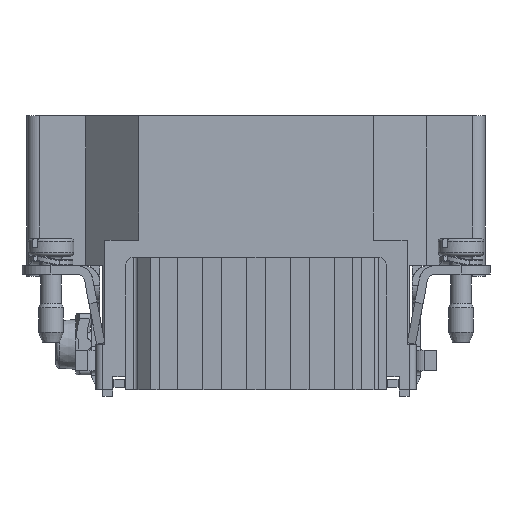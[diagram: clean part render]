
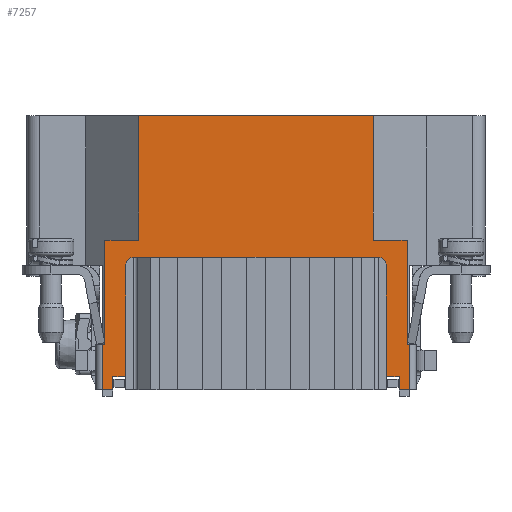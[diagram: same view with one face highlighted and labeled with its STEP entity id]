
A CAD part, front view. The second image highlights one B-rep face of the part: STEP entity #7257.
In plain terms, the highlighted planar face has unit normal (0, -1, 0).
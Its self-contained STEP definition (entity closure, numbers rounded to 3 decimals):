
#6322=CIRCLE('',#24355,1.);
#6323=CIRCLE('',#24356,1.);
#7257=ADVANCED_FACE('',(#8783),#8212,.T.);
#8212=PLANE('',#24357);
#8783=FACE_OUTER_BOUND('',#9628,.T.);
#9628=EDGE_LOOP('',(#11027,#11028,#11029,#11030,#11031,#11032,#11033,#11034,
#11035,#11036,#11037,#11038,#11039,#11040,#11041,#11042,#11043,#11044,#11045,
#11046,#11047,#11048));
#11027=ORIENTED_EDGE('',*,*,#17662,.T.);
#11028=ORIENTED_EDGE('',*,*,#17663,.T.);
#11029=ORIENTED_EDGE('',*,*,#17664,.T.);
#11030=ORIENTED_EDGE('',*,*,#17665,.F.);
#11031=ORIENTED_EDGE('',*,*,#17666,.T.);
#11032=ORIENTED_EDGE('',*,*,#17667,.F.);
#11033=ORIENTED_EDGE('',*,*,#17668,.T.);
#11034=ORIENTED_EDGE('',*,*,#17669,.T.);
#11035=ORIENTED_EDGE('',*,*,#17670,.T.);
#11036=ORIENTED_EDGE('',*,*,#17671,.T.);
#11037=ORIENTED_EDGE('',*,*,#17672,.F.);
#11038=ORIENTED_EDGE('',*,*,#17673,.T.);
#11039=ORIENTED_EDGE('',*,*,#17674,.T.);
#11040=ORIENTED_EDGE('',*,*,#17675,.T.);
#11041=ORIENTED_EDGE('',*,*,#17676,.F.);
#11042=ORIENTED_EDGE('',*,*,#17677,.T.);
#11043=ORIENTED_EDGE('',*,*,#17678,.F.);
#11044=ORIENTED_EDGE('',*,*,#17679,.T.);
#11045=ORIENTED_EDGE('',*,*,#17680,.F.);
#11046=ORIENTED_EDGE('',*,*,#17681,.F.);
#11047=ORIENTED_EDGE('',*,*,#17682,.F.);
#11048=ORIENTED_EDGE('',*,*,#17683,.F.);
#15983=VERTEX_POINT('',#31607);
#15984=VERTEX_POINT('',#31608);
#15985=VERTEX_POINT('',#31610);
#15986=VERTEX_POINT('',#31612);
#15987=VERTEX_POINT('',#31614);
#15988=VERTEX_POINT('',#31616);
#15989=VERTEX_POINT('',#31618);
#15990=VERTEX_POINT('',#31620);
#15991=VERTEX_POINT('',#31622);
#15992=VERTEX_POINT('',#31624);
#15993=VERTEX_POINT('',#31626);
#15994=VERTEX_POINT('',#31628);
#15995=VERTEX_POINT('',#31630);
#15996=VERTEX_POINT('',#31632);
#15997=VERTEX_POINT('',#31634);
#15998=VERTEX_POINT('',#31636);
#15999=VERTEX_POINT('',#31638);
#16000=VERTEX_POINT('',#31640);
#16001=VERTEX_POINT('',#31642);
#16002=VERTEX_POINT('',#31644);
#16003=VERTEX_POINT('',#31646);
#16004=VERTEX_POINT('',#31648);
#17662=EDGE_CURVE('',#15983,#15984,#20070,.T.);
#17663=EDGE_CURVE('',#15984,#15985,#20071,.T.);
#17664=EDGE_CURVE('',#15985,#15986,#20072,.T.);
#17665=EDGE_CURVE('',#15987,#15986,#20073,.T.);
#17666=EDGE_CURVE('',#15987,#15988,#20074,.T.);
#17667=EDGE_CURVE('',#15989,#15988,#20075,.T.);
#17668=EDGE_CURVE('',#15989,#15990,#6322,.T.);
#17669=EDGE_CURVE('',#15990,#15991,#20076,.T.);
#17670=EDGE_CURVE('',#15991,#15992,#6323,.T.);
#17671=EDGE_CURVE('',#15992,#15993,#20077,.T.);
#17672=EDGE_CURVE('',#15994,#15993,#20078,.T.);
#17673=EDGE_CURVE('',#15994,#15995,#20079,.T.);
#17674=EDGE_CURVE('',#15995,#15996,#20080,.T.);
#17675=EDGE_CURVE('',#15996,#15997,#20081,.T.);
#17676=EDGE_CURVE('',#15998,#15997,#20082,.T.);
#17677=EDGE_CURVE('',#15998,#15999,#20083,.T.);
#17678=EDGE_CURVE('',#16000,#15999,#20084,.T.);
#17679=EDGE_CURVE('',#16000,#16001,#20085,.T.);
#17680=EDGE_CURVE('',#16002,#16001,#20086,.T.);
#17681=EDGE_CURVE('',#16003,#16002,#20087,.T.);
#17682=EDGE_CURVE('',#16004,#16003,#20088,.T.);
#17683=EDGE_CURVE('',#15983,#16004,#20089,.T.);
#20070=LINE('',#31606,#21599);
#20071=LINE('',#31609,#21600);
#20072=LINE('',#31611,#21601);
#20073=LINE('',#31613,#21602);
#20074=LINE('',#31615,#21603);
#20075=LINE('',#31617,#21604);
#20076=LINE('',#31621,#21605);
#20077=LINE('',#31625,#21606);
#20078=LINE('',#31627,#21607);
#20079=LINE('',#31629,#21608);
#20080=LINE('',#31631,#21609);
#20081=LINE('',#31633,#21610);
#20082=LINE('',#31635,#21611);
#20083=LINE('',#31637,#21612);
#20084=LINE('',#31639,#21613);
#20085=LINE('',#31641,#21614);
#20086=LINE('',#31643,#21615);
#20087=LINE('',#31645,#21616);
#20088=LINE('',#31647,#21617);
#20089=LINE('',#31649,#21618);
#21599=VECTOR('',#26141,1.);
#21600=VECTOR('',#26142,1.);
#21601=VECTOR('',#26143,1.);
#21602=VECTOR('',#26144,1.);
#21603=VECTOR('',#26145,1.);
#21604=VECTOR('',#26146,1.);
#21605=VECTOR('',#26149,1.);
#21606=VECTOR('',#26152,1.);
#21607=VECTOR('',#26153,1.);
#21608=VECTOR('',#26154,1.);
#21609=VECTOR('',#26155,1.);
#21610=VECTOR('',#26156,1.);
#21611=VECTOR('',#26157,1.);
#21612=VECTOR('',#26158,1.);
#21613=VECTOR('',#26159,1.);
#21614=VECTOR('',#26160,1.);
#21615=VECTOR('',#26161,1.);
#21616=VECTOR('',#26162,1.);
#21617=VECTOR('',#26163,1.);
#21618=VECTOR('',#26164,1.);
#24355=AXIS2_PLACEMENT_3D('',#31619,#26147,#26148);
#24356=AXIS2_PLACEMENT_3D('',#31623,#26150,#26151);
#24357=AXIS2_PLACEMENT_3D('',#31650,#26165,#26166);
#26141=DIRECTION('',(-1.,0.,0.));
#26142=DIRECTION('',(0.,0.,-1.));
#26143=DIRECTION('',(1.,0.,0.));
#26144=DIRECTION('',(0.,0.,-1.));
#26145=DIRECTION('',(1.,0.,0.));
#26146=DIRECTION('',(0.,0.,-1.));
#26147=DIRECTION('',(0.,1.,0.));
#26148=DIRECTION('',(1.,0.,0.));
#26149=DIRECTION('',(1.,0.,0.));
#26150=DIRECTION('',(0.,1.,0.));
#26151=DIRECTION('',(1.,0.,0.));
#26152=DIRECTION('',(0.,0.,-1.));
#26153=DIRECTION('',(-1.,0.,0.));
#26154=DIRECTION('',(0.,0.,-1.));
#26155=DIRECTION('',(1.,0.,0.));
#26156=DIRECTION('',(0.,0.,1.));
#26157=DIRECTION('',(1.,0.,0.));
#26158=DIRECTION('',(0.,0.,1.));
#26159=DIRECTION('',(1.,0.,0.));
#26160=DIRECTION('',(0.,0.,1.));
#26161=DIRECTION('',(1.,0.,0.));
#26162=DIRECTION('',(0.,0.,1.));
#26163=DIRECTION('',(1.,0.,0.));
#26164=DIRECTION('',(0.,0.,1.));
#26165=DIRECTION('',(0.,-1.,0.));
#26166=DIRECTION('',(1.,0.,0.));
#31606=CARTESIAN_POINT('',(-18.25,-11.35,-8.55));
#31607=CARTESIAN_POINT('',(-18.25,-11.35,-8.55));
#31608=CARTESIAN_POINT('',(-18.55,-11.35,-8.55));
#31609=CARTESIAN_POINT('',(-18.55,-11.35,-14.));
#31610=CARTESIAN_POINT('',(-18.55,-11.35,-14.));
#31611=CARTESIAN_POINT('',(-14.15,-11.35,-14.));
#31612=CARTESIAN_POINT('',(-17.3,-11.35,-14.));
#31613=CARTESIAN_POINT('',(-17.3,-11.35,-12.4));
#31614=CARTESIAN_POINT('',(-17.3,-11.35,-12.4));
#31615=CARTESIAN_POINT('',(-17.3,-11.35,-12.4));
#31616=CARTESIAN_POINT('',(-15.75,-11.35,-12.4));
#31617=CARTESIAN_POINT('',(-15.75,-11.35,2.));
#31618=CARTESIAN_POINT('',(-15.75,-11.35,1.));
#31619=CARTESIAN_POINT('',(-14.75,-11.35,1.));
#31620=CARTESIAN_POINT('',(-14.75,-11.35,2.));
#31621=CARTESIAN_POINT('',(-15.75,-11.35,2.));
#31622=CARTESIAN_POINT('',(14.75,-11.35,2.));
#31623=CARTESIAN_POINT('',(14.75,-11.35,1.));
#31624=CARTESIAN_POINT('',(15.75,-11.35,1.));
#31625=CARTESIAN_POINT('',(15.75,-11.35,2.));
#31626=CARTESIAN_POINT('',(15.75,-11.35,-12.4));
#31627=CARTESIAN_POINT('',(17.3,-11.35,-12.4));
#31628=CARTESIAN_POINT('',(17.3,-11.35,-12.4));
#31629=CARTESIAN_POINT('',(17.3,-11.35,-12.4));
#31630=CARTESIAN_POINT('',(17.3,-11.35,-14.));
#31631=CARTESIAN_POINT('',(-14.15,-11.35,-14.));
#31632=CARTESIAN_POINT('',(18.55,-11.35,-14.));
#31633=CARTESIAN_POINT('',(18.55,-11.35,-8.55));
#31634=CARTESIAN_POINT('',(18.55,-11.35,-8.55));
#31635=CARTESIAN_POINT('',(18.25,-11.35,-8.55));
#31636=CARTESIAN_POINT('',(18.25,-11.35,-8.55));
#31637=CARTESIAN_POINT('',(18.25,-11.35,-8.55));
#31638=CARTESIAN_POINT('',(18.25,-11.35,4.1));
#31639=CARTESIAN_POINT('',(-19.35,-11.35,4.1));
#31640=CARTESIAN_POINT('',(14.15,-11.35,4.1));
#31641=CARTESIAN_POINT('',(14.15,-11.35,-14.));
#31642=CARTESIAN_POINT('',(14.15,-11.35,19.1));
#31643=CARTESIAN_POINT('',(0.,-11.35,19.1));
#31644=CARTESIAN_POINT('',(-14.15,-11.35,19.1));
#31645=CARTESIAN_POINT('',(-14.15,-11.35,-14.));
#31646=CARTESIAN_POINT('',(-14.15,-11.35,4.1));
#31647=CARTESIAN_POINT('',(-19.35,-11.35,4.1));
#31648=CARTESIAN_POINT('',(-18.25,-11.35,4.1));
#31649=CARTESIAN_POINT('',(-18.25,-11.35,-8.55));
#31650=CARTESIAN_POINT('',(0.,-11.35,-14.));
